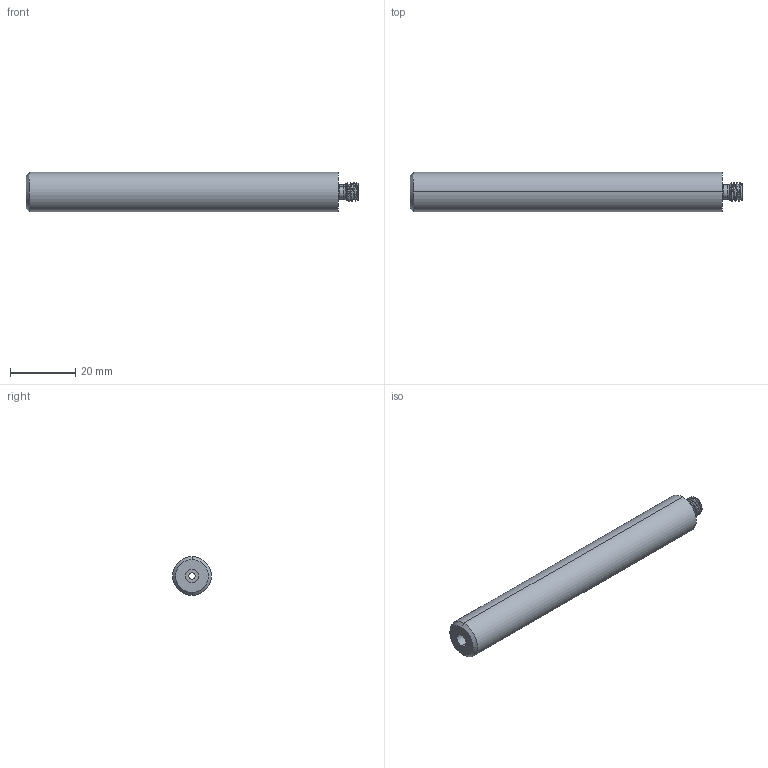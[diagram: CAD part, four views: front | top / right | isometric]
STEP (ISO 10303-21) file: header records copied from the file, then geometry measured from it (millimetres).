
FILE_DESCRIPTION (( 'STEP AP203' ), '1' );
FILE_NAME ('276.012.006C.STEP', '2024-12-10T10:11:58', ( '' ), ( '' ), 'SwSTEP 2.0', 'SolidWorks 2022', '' );
FILE_SCHEMA (( 'CONFIG_CONTROL_DESIGN' ));
Length unit declared in the file: millimetre
Products named in the file (3): HM1-U12.001.096_A; 276.012.006C; HM1-BG1.006.015_A_mit gewinde
Assembly tree (2 placements, depth 2):
  276.012.006C
    HM1-U12.001.096_A
    HM1-BG1.006.015_A_mit gewinde
Bounding box: 102 x 12 x 12 mm (x, y, z)
Volume: 9873.4 mm3; surface area: 5480.2 mm2
Topology: 2 solids, 2 shells, 45 faces, 103 edges, 63 vertices
Faces by surface type: cylinder 19, cone 14, plane 5, torus 4, bspline 3
Entity records: 2469 total; most frequent: CARTESIAN_POINT 1190, DIRECTION 213, ORIENTED_EDGE 206, EDGE_CURVE 103, AXIS2_PLACEMENT_3D 91, VERTEX_POINT 63, EDGE_LOOP 50, ADVANCED_FACE 45
